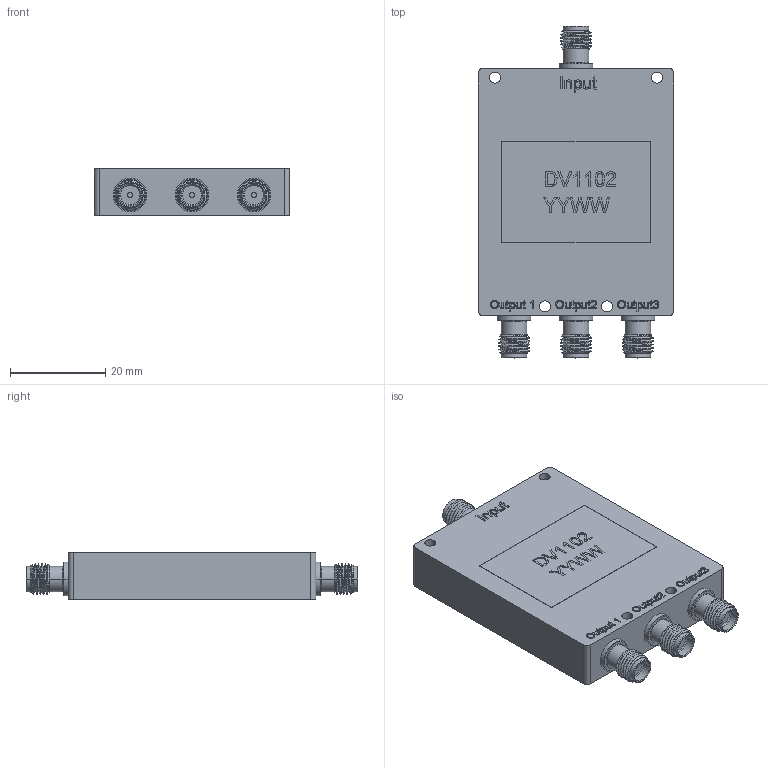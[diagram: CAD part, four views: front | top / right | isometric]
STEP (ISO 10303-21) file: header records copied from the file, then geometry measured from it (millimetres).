
FILE_DESCRIPTION (( 'STEP AP214' ), '1' );
FILE_NAME ('FMDV1102_3D.step', '2023-03-08T23:09:24', ( '' ), ( '' ), 'SwSTEP 2.0', 'SolidWorks 2022', '' );
FILE_SCHEMA (( 'AUTOMOTIVE_DESIGN' ));
Length unit declared in the file: inch
Products named in the file (1): FMDV1102_3D
Bounding box: 41 x 69.7 x 10.08 mm (x, y, z)
Volume: 21978 mm3; surface area: 7399.5 mm2
Topology: 1 solids, 1 shells, 716 faces, 1880 edges, 1244 vertices
Faces by surface type: plane 343, bspline 217, cylinder 100, cone 48, torus 8
Entity records: 36937 total; most frequent: CARTESIAN_POINT 20829, ORIENTED_EDGE 3760, DIRECTION 2530, EDGE_CURVE 1880, VERTEX_POINT 1244, VECTOR 1130, LINE 1130, EDGE_LOOP 802
